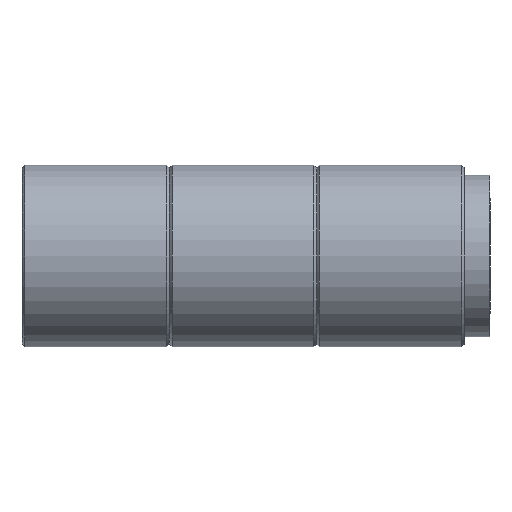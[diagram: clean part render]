
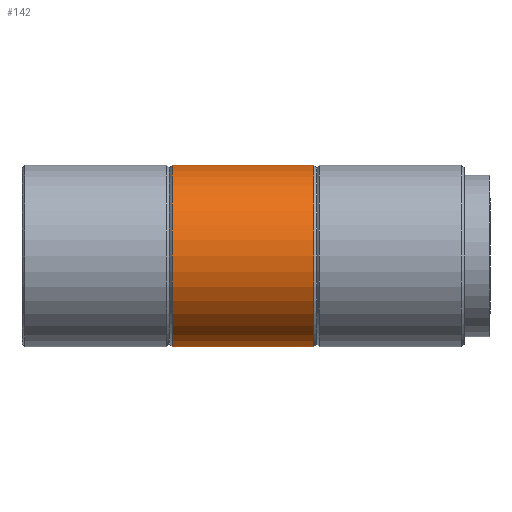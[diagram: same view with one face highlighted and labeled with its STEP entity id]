
A CAD part, left-side view. The second image highlights one B-rep face of the part: STEP entity #142.
In plain terms, the highlighted cylindrical face has radius 20.447 mm (diameter 40.894 mm), a full revolution.
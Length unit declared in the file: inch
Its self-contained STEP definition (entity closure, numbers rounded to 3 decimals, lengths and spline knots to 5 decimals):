
#111=CARTESIAN_POINT('',(-4.98354,19.05108,-0.805));
#112=VERTEX_POINT('',#111);
#113=CARTESIAN_POINT('',(-4.98354,19.05108,0.0));
#114=DIRECTION('',(0.0,1.0,0.0));
#115=DIRECTION('',(0.0,0.0,-1.0));
#116=AXIS2_PLACEMENT_3D('',#113,#114,#115);
#117=CIRCLE('',#116,0.805);
#118=EDGE_CURVE('',#112,#112,#117,.T.);
#123=CARTESIAN_POINT('',(-4.98354,18.09808,0.0));
#124=DIRECTION('',(0.,1.0,0.));
#125=DIRECTION('',(0.0,0.0,-1.0));
#126=AXIS2_PLACEMENT_3D('',#123,#124,#125);
#127=CYLINDRICAL_SURFACE('',#126,0.805);
#128=ORIENTED_EDGE('',*,*,#118,.F.);
#129=EDGE_LOOP('',(#128));
#130=FACE_OUTER_BOUND('',#129,.T.);
#131=CARTESIAN_POINT('',(-4.98354,17.79708,-0.805));
#132=VERTEX_POINT('',#131);
#133=CARTESIAN_POINT('',(-4.98354,17.79708,0.0));
#134=DIRECTION('',(0.0,1.0,0.0));
#135=DIRECTION('',(0.0,0.0,-1.0));
#136=AXIS2_PLACEMENT_3D('',#133,#134,#135);
#137=CIRCLE('',#136,0.805);
#138=EDGE_CURVE('',#132,#132,#137,.T.);
#139=ORIENTED_EDGE('',*,*,#138,.T.);
#140=EDGE_LOOP('',(#139));
#141=FACE_BOUND('',#140,.T.);
#142=ADVANCED_FACE('',(#130,#141),#127,.T.);
